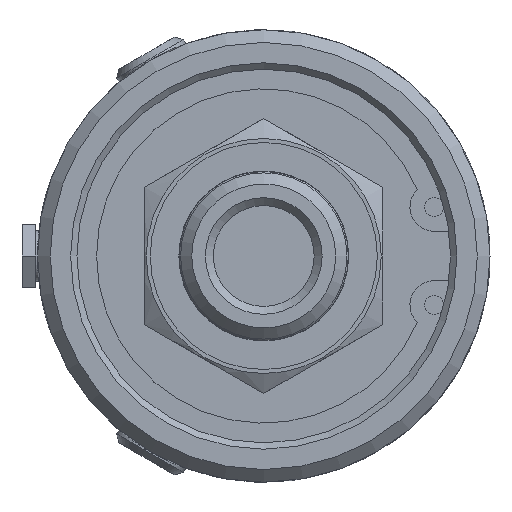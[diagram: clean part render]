
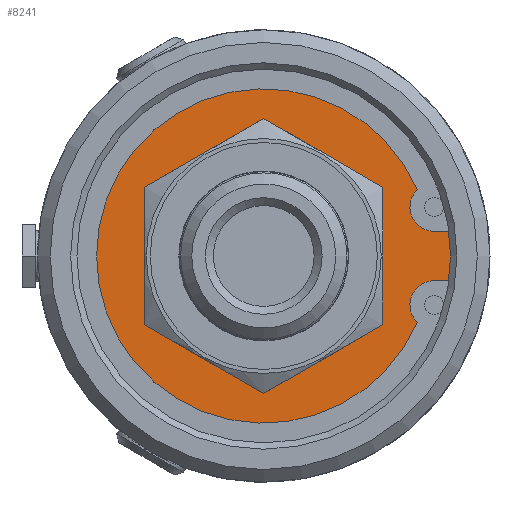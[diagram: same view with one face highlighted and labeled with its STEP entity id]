
A CAD part, left-side view. The second image highlights one B-rep face of the part: STEP entity #8241.
In plain terms, the highlighted planar face has unit normal (-1, 0, 0).
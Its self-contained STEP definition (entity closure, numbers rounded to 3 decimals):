
#123=FACE_BOUND('',#2569,.T.);
#443=CIRCLE('',#8595,3.048);
#444=CIRCLE('',#8597,3.048);
#445=CIRCLE('',#8599,21.057);
#485=CIRCLE('',#8668,13.95);
#486=CIRCLE('',#8669,13.95);
#524=CIRCLE('',#8745,25.375);
#946=LINE('',#51694,#1414);
#951=LINE('',#51712,#1419);
#1414=VECTOR('',#9773,10.);
#1419=VECTOR('',#9788,10.);
#1634=PLANE('',#8744);
#2061=FACE_OUTER_BOUND('',#2568,.T.);
#2568=EDGE_LOOP('',(#7400,#7401,#7402,#7403,#7404,#7405));
#2569=EDGE_LOOP('',(#7406,#7407));
#3763=VERTEX_POINT('',#51691);
#3764=VERTEX_POINT('',#51693);
#3768=VERTEX_POINT('',#51709);
#3769=VERTEX_POINT('',#51711);
#3770=VERTEX_POINT('',#51715);
#3771=VERTEX_POINT('',#51719);
#3829=VERTEX_POINT('',#51950);
#3830=VERTEX_POINT('',#51951);
#4884=EDGE_CURVE('',#3764,#3763,#946,.T.);
#4892=EDGE_CURVE('',#3769,#3768,#951,.T.);
#4894=EDGE_CURVE('',#3770,#3764,#443,.T.);
#4896=EDGE_CURVE('',#3768,#3771,#444,.T.);
#4898=EDGE_CURVE('',#3771,#3770,#445,.T.);
#4977=EDGE_CURVE('',#3829,#3830,#485,.T.);
#4978=EDGE_CURVE('',#3830,#3829,#486,.T.);
#5070=EDGE_CURVE('',#3763,#3769,#524,.T.);
#7400=ORIENTED_EDGE('',*,*,#4884,.T.);
#7401=ORIENTED_EDGE('',*,*,#5070,.T.);
#7402=ORIENTED_EDGE('',*,*,#4892,.T.);
#7403=ORIENTED_EDGE('',*,*,#4896,.T.);
#7404=ORIENTED_EDGE('',*,*,#4898,.T.);
#7405=ORIENTED_EDGE('',*,*,#4894,.T.);
#7406=ORIENTED_EDGE('',*,*,#4977,.T.);
#7407=ORIENTED_EDGE('',*,*,#4978,.T.);
#8241=ADVANCED_FACE('',(#2061,#123),#1634,.F.);
#8595=AXIS2_PLACEMENT_3D('',#51716,#9792,#9793);
#8597=AXIS2_PLACEMENT_3D('',#51720,#9797,#9798);
#8599=AXIS2_PLACEMENT_3D('',#51723,#9802,#9803);
#8668=AXIS2_PLACEMENT_3D('',#51952,#9963,#9964);
#8669=AXIS2_PLACEMENT_3D('',#51953,#9965,#9966);
#8744=AXIS2_PLACEMENT_3D('',#52389,#10142,#10143);
#8745=AXIS2_PLACEMENT_3D('',#52390,#10144,#10145);
#9773=DIRECTION('',(0.,-1.,0.));
#9788=DIRECTION('',(0.,1.,0.));
#9792=DIRECTION('center_axis',(1.,0.,0.));
#9793=DIRECTION('ref_axis',(0.,0.,1.));
#9797=DIRECTION('center_axis',(1.,0.,0.));
#9798=DIRECTION('ref_axis',(0.,-0.961,0.276));
#9802=DIRECTION('center_axis',(-1.,0.,0.));
#9803=DIRECTION('ref_axis',(0.,0.,-1.));
#9963=DIRECTION('center_axis',(1.,0.,0.));
#9964=DIRECTION('ref_axis',(0.,1.,0.));
#9965=DIRECTION('center_axis',(1.,0.,0.));
#9966=DIRECTION('ref_axis',(0.,1.,0.));
#10142=DIRECTION('center_axis',(1.,0.,0.));
#10143=DIRECTION('ref_axis',(0.,0.,-1.));
#10144=DIRECTION('center_axis',(-1.,0.,0.));
#10145=DIRECTION('ref_axis',(0.,1.,0.));
#51691=CARTESIAN_POINT('',(3.978,-25.184,-3.112));
#51693=CARTESIAN_POINT('',(3.978,-21.461,-3.112));
#51694=CARTESIAN_POINT('',(3.978,-3.137,-3.112));
#51709=CARTESIAN_POINT('',(3.978,-21.461,3.112));
#51711=CARTESIAN_POINT('',(3.978,-25.184,3.112));
#51712=CARTESIAN_POINT('',(3.978,-1.275,3.112));
#51715=CARTESIAN_POINT('',(3.978,-19.334,-8.343));
#51716=CARTESIAN_POINT('Origin',(3.978,-21.461,-6.16));
#51719=CARTESIAN_POINT('',(3.978,-19.334,8.343));
#51720=CARTESIAN_POINT('Origin',(3.978,-21.461,6.16));
#51723=CARTESIAN_POINT('Origin',(3.978,0.,0.));
#51950=CARTESIAN_POINT('',(3.978,13.95,0.));
#51951=CARTESIAN_POINT('',(3.978,-13.95,0.));
#51952=CARTESIAN_POINT('Origin',(3.978,0.,0.));
#51953=CARTESIAN_POINT('Origin',(3.978,0.,0.));
#52389=CARTESIAN_POINT('Origin',(3.978,18.91,0.));
#52390=CARTESIAN_POINT('Origin',(3.978,0.,0.));
